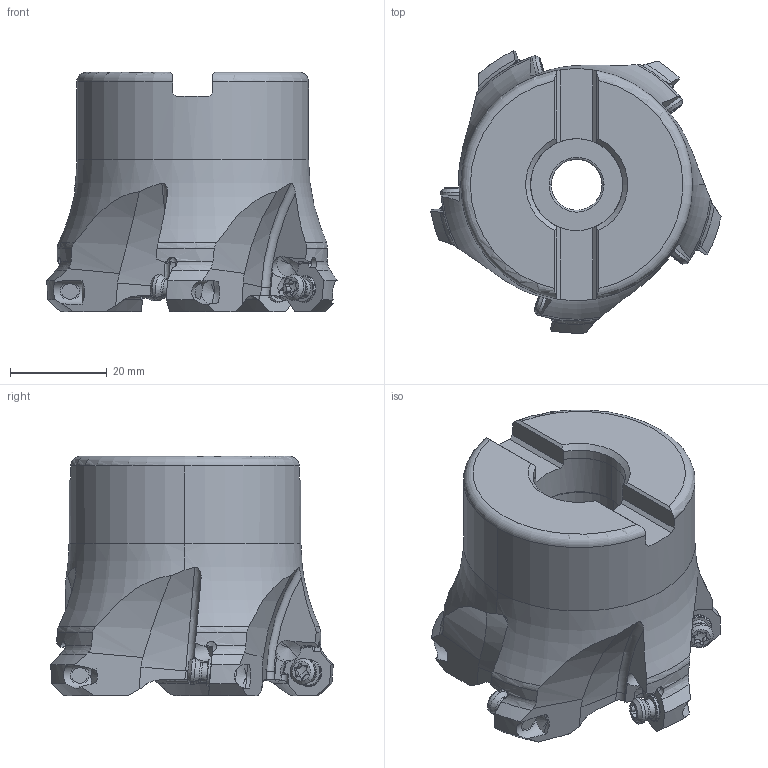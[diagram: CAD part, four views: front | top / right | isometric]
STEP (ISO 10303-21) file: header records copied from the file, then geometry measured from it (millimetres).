
FILE_DESCRIPTION(/* description */ (''),/* implementation_level */ '2;1');
FILE_NAME(/* name */ 'BRP6UPR2505.stp',/* time_stamp */ '2019-03-25T17:35:16+09:00',/* author */ (''),/* organization */ (''),/* preprocessor_version */ 'ST-DEVELOPER v16',/* originating_system */ 'SIEMENS PLM Software NX 10.0',/* authorisation */ '');
FILE_SCHEMA (('AUTOMOTIVE_DESIGN { 1 0 10303 214 3 1 1 1 }'));
Length unit declared in the file: millimetre
Products named in the file (1): BRP6UPR2505_ASM
Bounding box: 60.14 x 58.44 x 49.57 mm (x, y, z)
Volume: 74745.6 mm3; surface area: 15888.1 mm2
Topology: 6 solids, 6 shells, 435 faces, 1351 edges, 909 vertices
Faces by surface type: cylinder 177, cone 104, plane 76, torus 68, sphere 10
Entity records: 19760 total; most frequent: CARTESIAN_POINT 7804, ORIENTED_EDGE 2642, DIRECTION 2429, EDGE_CURVE 1321, AXIS2_PLACEMENT_3D 1068, VERTEX_POINT 909, CIRCLE 535, EDGE_LOOP 458
